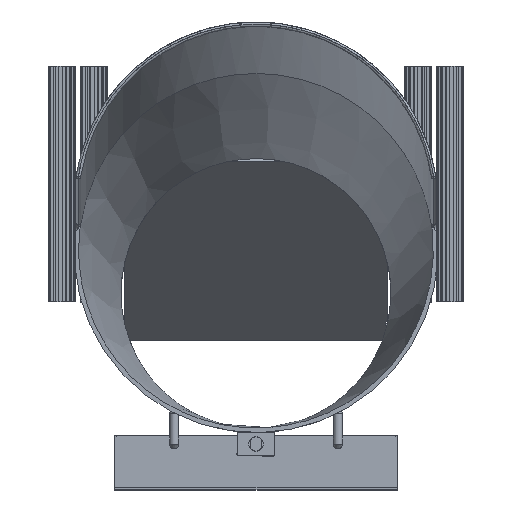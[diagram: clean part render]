
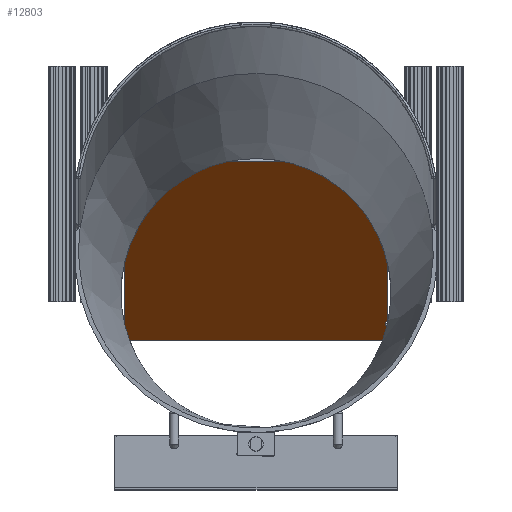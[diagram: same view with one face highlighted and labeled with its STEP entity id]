
A CAD part, top view. The second image highlights one B-rep face of the part: STEP entity #12803.
In plain terms, the highlighted face is planar.
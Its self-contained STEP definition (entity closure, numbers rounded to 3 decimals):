
#1209=CIRCLE('',#13855,8.);
#1706=FACE_OUTER_BOUND('',#2436,.T.);
#2436=EDGE_LOOP('',(#8600,#8601,#8602,#8603,#8604,#8605,#8606,#8607,#8608,
#8609));
#3240=LINE('',#18708,#4285);
#3247=LINE('',#18721,#4292);
#3248=LINE('',#18725,#4293);
#3249=LINE('',#18727,#4294);
#3250=LINE('',#18728,#4295);
#3251=LINE('',#18730,#4296);
#3252=LINE('',#18732,#4297);
#3253=LINE('',#18736,#4298);
#3254=LINE('',#18737,#4299);
#4285=VECTOR('',#15130,10.);
#4292=VECTOR('',#15143,10.);
#4293=VECTOR('',#15146,10.);
#4294=VECTOR('',#15147,10.);
#4295=VECTOR('',#15148,10.);
#4296=VECTOR('',#15149,10.);
#4297=VECTOR('',#15150,10.);
#4298=VECTOR('',#15153,10.);
#4299=VECTOR('',#15154,10.);
#5324=VERTEX_POINT('',#18693);
#5329=VERTEX_POINT('',#18707);
#5332=VERTEX_POINT('',#18719);
#5333=VERTEX_POINT('',#18723);
#5334=VERTEX_POINT('',#18724);
#5335=VERTEX_POINT('',#18726);
#5336=VERTEX_POINT('',#18729);
#5337=VERTEX_POINT('',#18731);
#5338=VERTEX_POINT('',#18733);
#5339=VERTEX_POINT('',#18735);
#6627=EDGE_CURVE('',#5324,#5329,#3240,.T.);
#6634=EDGE_CURVE('',#5329,#5332,#3247,.T.);
#6635=EDGE_CURVE('',#5333,#5334,#3248,.T.);
#6636=EDGE_CURVE('',#5334,#5335,#3249,.T.);
#6637=EDGE_CURVE('',#5335,#5324,#3250,.T.);
#6638=EDGE_CURVE('',#5332,#5336,#3251,.T.);
#6639=EDGE_CURVE('',#5336,#5337,#3252,.T.);
#6640=EDGE_CURVE('',#5337,#5338,#1209,.T.);
#6641=EDGE_CURVE('',#5338,#5339,#3253,.T.);
#6642=EDGE_CURVE('',#5339,#5333,#3254,.T.);
#8600=ORIENTED_EDGE('',*,*,#6635,.T.);
#8601=ORIENTED_EDGE('',*,*,#6636,.T.);
#8602=ORIENTED_EDGE('',*,*,#6637,.T.);
#8603=ORIENTED_EDGE('',*,*,#6627,.T.);
#8604=ORIENTED_EDGE('',*,*,#6634,.T.);
#8605=ORIENTED_EDGE('',*,*,#6638,.T.);
#8606=ORIENTED_EDGE('',*,*,#6639,.T.);
#8607=ORIENTED_EDGE('',*,*,#6640,.T.);
#8608=ORIENTED_EDGE('',*,*,#6641,.T.);
#8609=ORIENTED_EDGE('',*,*,#6642,.T.);
#12494=PLANE('',#13854);
#12803=ADVANCED_FACE('',(#1706),#12494,.F.);
#13854=AXIS2_PLACEMENT_3D('',#18722,#15144,#15145);
#13855=AXIS2_PLACEMENT_3D('',#18734,#15151,#15152);
#15130=DIRECTION('',(0.,-1.,0.));
#15143=DIRECTION('',(0.,-1.,0.));
#15144=DIRECTION('center_axis',(0.,0.,-1.));
#15145=DIRECTION('ref_axis',(1.,0.,0.));
#15146=DIRECTION('',(0.,1.,0.));
#15147=DIRECTION('',(-1.,0.,0.));
#15148=DIRECTION('',(0.,-1.,0.));
#15149=DIRECTION('',(1.,0.,0.));
#15150=DIRECTION('',(0.,1.,0.));
#15151=DIRECTION('center_axis',(0.,0.,-1.));
#15152=DIRECTION('ref_axis',(-1.,0.,0.));
#15153=DIRECTION('',(0.,1.,0.));
#15154=DIRECTION('',(0.,1.,0.));
#18693=CARTESIAN_POINT('',(-145.,34.647,0.));
#18707=CARTESIAN_POINT('',(-145.,9.647,0.));
#18708=CARTESIAN_POINT('',(-145.,-76.25,0.));
#18719=CARTESIAN_POINT('',(-145.,-152.5,0.));
#18721=CARTESIAN_POINT('',(-145.,-76.25,0.));
#18722=CARTESIAN_POINT('Origin',(0.,0.,0.));
#18723=CARTESIAN_POINT('',(145.,34.647,0.));
#18724=CARTESIAN_POINT('',(145.,152.5,0.));
#18725=CARTESIAN_POINT('',(145.,76.25,0.));
#18726=CARTESIAN_POINT('',(-145.,152.5,0.));
#18727=CARTESIAN_POINT('',(165.,152.5,0.));
#18728=CARTESIAN_POINT('',(-145.,-76.25,0.));
#18729=CARTESIAN_POINT('',(145.,-152.5,0.));
#18730=CARTESIAN_POINT('',(-165.,-152.5,0.));
#18731=CARTESIAN_POINT('',(145.,-131.245,0.));
#18732=CARTESIAN_POINT('',(145.,-65.622,0.));
#18733=CARTESIAN_POINT('',(145.,-118.755,0.));
#18734=CARTESIAN_POINT('Origin',(150.,-125.,0.));
#18735=CARTESIAN_POINT('',(145.,9.647,0.));
#18736=CARTESIAN_POINT('',(145.,76.25,0.));
#18737=CARTESIAN_POINT('',(145.,76.25,0.));
